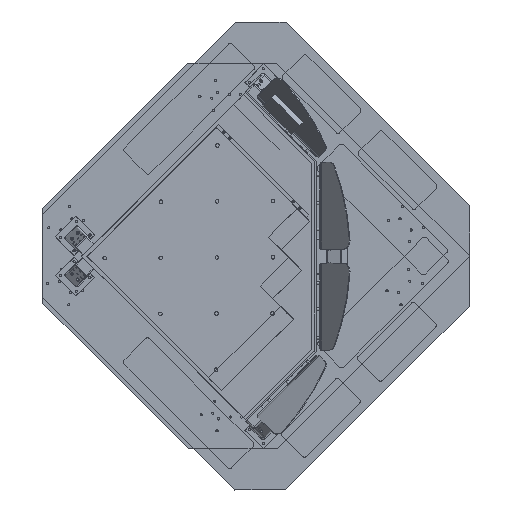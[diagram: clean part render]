
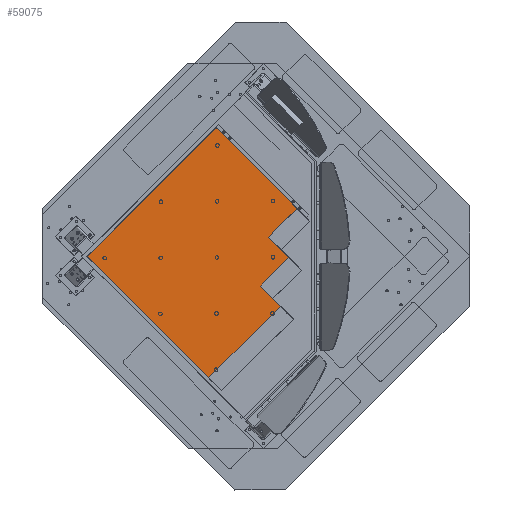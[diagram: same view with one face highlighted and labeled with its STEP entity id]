
A CAD part, top view. The second image highlights one B-rep face of the part: STEP entity #59075.
In plain terms, the highlighted face is planar.
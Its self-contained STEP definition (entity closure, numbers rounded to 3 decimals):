
#58924=DIRECTION('',(0.,-1.,0.));
#58925=VECTOR('',#58924,1018.6);
#58926=CARTESIAN_POINT('',(0.,0.,0.));
#58927=LINE('',#58926,#58925);
#58928=DIRECTION('',(0.,0.,-1.));
#58929=VECTOR('',#58928,640.9);
#58930=CARTESIAN_POINT('',(0.,0.,640.9));
#58931=LINE('',#58930,#58929);
#58932=DIRECTION('',(0.,1.,0.));
#58933=VECTOR('',#58932,226.4);
#58934=CARTESIAN_POINT('',(0.,-226.4,640.9));
#58935=LINE('',#58934,#58933);
#58936=DIRECTION('',(0.,0.,-1.));
#58937=VECTOR('',#58936,160.1);
#58938=CARTESIAN_POINT('',(0.,-226.4,801.));
#58939=LINE('',#58938,#58937);
#58940=DIRECTION('',(0.,1.,0.));
#58941=VECTOR('',#58940,226.4);
#58942=CARTESIAN_POINT('',(0.,-452.8,801.));
#58943=LINE('',#58942,#58941);
#58944=DIRECTION('',(0.,0.,-1.));
#58945=VECTOR('',#58944,160.1);
#58946=CARTESIAN_POINT('',(0.,-452.8,961.1));
#58947=LINE('',#58946,#58945);
#58948=DIRECTION('',(0.,1.,0.));
#58949=VECTOR('',#58948,565.8);
#58950=CARTESIAN_POINT('',(0.,-1018.6,961.1));
#58951=LINE('',#58950,#58949);
#58952=DIRECTION('',(0.,0.,1.));
#58953=VECTOR('',#58952,961.1);
#58954=CARTESIAN_POINT('',(0.,-1018.6,0.));
#58955=LINE('',#58954,#58953);
#59020=CARTESIAN_POINT('',(0.,0.,0.));
#59021=CARTESIAN_POINT('',(0.,-1018.6,0.));
#59022=VERTEX_POINT('',#59020);
#59023=VERTEX_POINT('',#59021);
#59024=CARTESIAN_POINT('',(0.,-1018.6,961.1));
#59025=VERTEX_POINT('',#59024);
#59026=CARTESIAN_POINT('',(0.,-452.8,961.1));
#59027=VERTEX_POINT('',#59026);
#59028=CARTESIAN_POINT('',(0.,-452.8,801.));
#59029=VERTEX_POINT('',#59028);
#59030=CARTESIAN_POINT('',(0.,-226.4,801.));
#59031=VERTEX_POINT('',#59030);
#59032=CARTESIAN_POINT('',(0.,-226.4,640.9));
#59033=VERTEX_POINT('',#59032);
#59034=CARTESIAN_POINT('',(0.,0.,640.9));
#59035=VERTEX_POINT('',#59034);
#59052=CARTESIAN_POINT('',(0.,0.,0.));
#59053=DIRECTION('',(-1.,0.,0.));
#59054=DIRECTION('',(0.,-1.,0.));
#59055=AXIS2_PLACEMENT_3D('',#59052,#59053,#59054);
#59056=PLANE('',#59055);
#59058=ORIENTED_EDGE('',*,*,#59057,.F.);
#59060=ORIENTED_EDGE('',*,*,#59059,.F.);
#59062=ORIENTED_EDGE('',*,*,#59061,.F.);
#59064=ORIENTED_EDGE('',*,*,#59063,.F.);
#59066=ORIENTED_EDGE('',*,*,#59065,.F.);
#59068=ORIENTED_EDGE('',*,*,#59067,.F.);
#59070=ORIENTED_EDGE('',*,*,#59069,.F.);
#59072=ORIENTED_EDGE('',*,*,#59071,.F.);
#59073=EDGE_LOOP('',(#59058,#59060,#59062,#59064,#59066,#59068,#59070,#59072));
#59074=FACE_OUTER_BOUND('',#59073,.F.);
#59075=ADVANCED_FACE('',(#59074),#59056,.T.);
#59057=EDGE_CURVE('',#59022,#59023,#58927,.T.);
#59059=EDGE_CURVE('',#59035,#59022,#58931,.T.);
#59061=EDGE_CURVE('',#59033,#59035,#58935,.T.);
#59063=EDGE_CURVE('',#59031,#59033,#58939,.T.);
#59065=EDGE_CURVE('',#59029,#59031,#58943,.T.);
#59067=EDGE_CURVE('',#59027,#59029,#58947,.T.);
#59069=EDGE_CURVE('',#59025,#59027,#58951,.T.);
#59071=EDGE_CURVE('',#59023,#59025,#58955,.T.);
